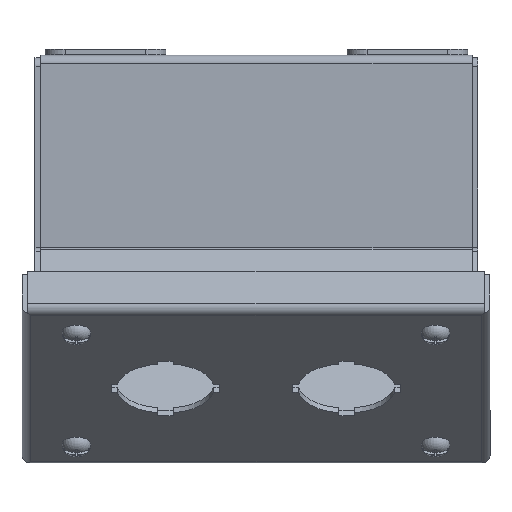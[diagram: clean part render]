
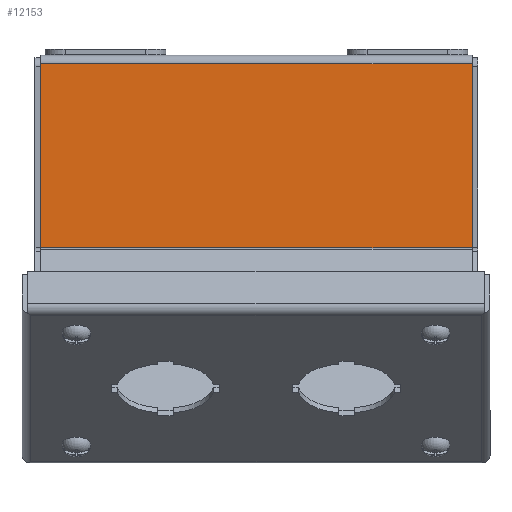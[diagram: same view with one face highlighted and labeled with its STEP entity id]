
A CAD part, top view. The second image highlights one B-rep face of the part: STEP entity #12153.
In plain terms, the highlighted planar face has unit normal (0, 0, 1).
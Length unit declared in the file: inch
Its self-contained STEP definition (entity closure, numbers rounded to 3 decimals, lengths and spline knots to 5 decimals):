
#7 = EDGE_CURVE ( 'NONE', #2984, #11301, #19457, .T. ) ;
#856 = VECTOR ( 'NONE', #13918, 39.37008 ) ;
#2314 = CARTESIAN_POINT ( 'NONE',  ( -2.678, 0.00891, 1.55062 ) ) ;
#2402 = CARTESIAN_POINT ( 'NONE',  ( 2.678, 0.00891, 1.55062 ) ) ;
#2632 = PLANE ( 'NONE',  #9389 ) ;
#2984 = VERTEX_POINT ( 'NONE', #2402 ) ;
#3137 = CARTESIAN_POINT ( 'NONE',  ( 2.678, 2.29727, 1.55062 ) ) ;
#4509 = CARTESIAN_POINT ( 'NONE',  ( -2.678, 2.40527, 1.55062 ) ) ;
#4603 = FACE_OUTER_BOUND ( 'NONE', #10116, .T. ) ;
#5183 = LINE ( 'NONE', #18158, #20348 ) ;
#8480 = DIRECTION ( 'NONE',  ( 0., 1., 0. ) ) ;
#9028 = LINE ( 'NONE', #15377, #856 ) ;
#9389 = AXIS2_PLACEMENT_3D ( 'NONE', #4509, #18534, #10841 ) ;
#9976 = VERTEX_POINT ( 'NONE', #3137 ) ;
#10116 = EDGE_LOOP ( 'NONE', ( #11612, #13130, #13798, #18187 ) ) ;
#10160 = DIRECTION ( 'NONE',  ( 0., 1., 0. ) ) ;
#10483 = EDGE_CURVE ( 'NONE', #20200, #9976, #9028, .T. ) ;
#10553 = CARTESIAN_POINT ( 'NONE',  ( -2.678, 0.00891, 1.55062 ) ) ;
#10841 = DIRECTION ( 'NONE',  ( -1., 0., 0. ) ) ;
#11088 = EDGE_CURVE ( 'NONE', #2984, #9976, #19799, .T. ) ;
#11301 = VERTEX_POINT ( 'NONE', #10553 ) ;
#11612 = ORIENTED_EDGE ( 'NONE', *, *, #10483, .F. ) ;
#11997 = CARTESIAN_POINT ( 'NONE',  ( -2.678, 2.29727, 1.55062 ) ) ;
#12153 = ADVANCED_FACE ( 'NONE', ( #4603 ), #2632, .F. ) ;
#12914 = VECTOR ( 'NONE', #14888, 39.37008 ) ;
#13130 = ORIENTED_EDGE ( 'NONE', *, *, #14232, .F. ) ;
#13798 = ORIENTED_EDGE ( 'NONE', *, *, #7, .F. ) ;
#13918 = DIRECTION ( 'NONE',  ( 1., 0., 0. ) ) ;
#14232 = EDGE_CURVE ( 'NONE', #11301, #20200, #5183, .T. ) ;
#14888 = DIRECTION ( 'NONE',  ( -1., 0., 0. ) ) ;
#14916 = CARTESIAN_POINT ( 'NONE',  ( 2.678, -1.05054, 1.55062 ) ) ;
#15377 = CARTESIAN_POINT ( 'NONE',  ( -2.678, 2.29727, 1.55062 ) ) ;
#18158 = CARTESIAN_POINT ( 'NONE',  ( -2.678, -2.12315, 1.55062 ) ) ;
#18187 = ORIENTED_EDGE ( 'NONE', *, *, #11088, .T. ) ;
#18534 = DIRECTION ( 'NONE',  ( 0., 0., -1. ) ) ;
#19457 = LINE ( 'NONE', #2314, #12914 ) ;
#19765 = VECTOR ( 'NONE', #8480, 39.37008 ) ;
#19799 = LINE ( 'NONE', #14916, #19765 ) ;
#20200 = VERTEX_POINT ( 'NONE', #11997 ) ;
#20348 = VECTOR ( 'NONE', #10160, 39.37008 ) ;
